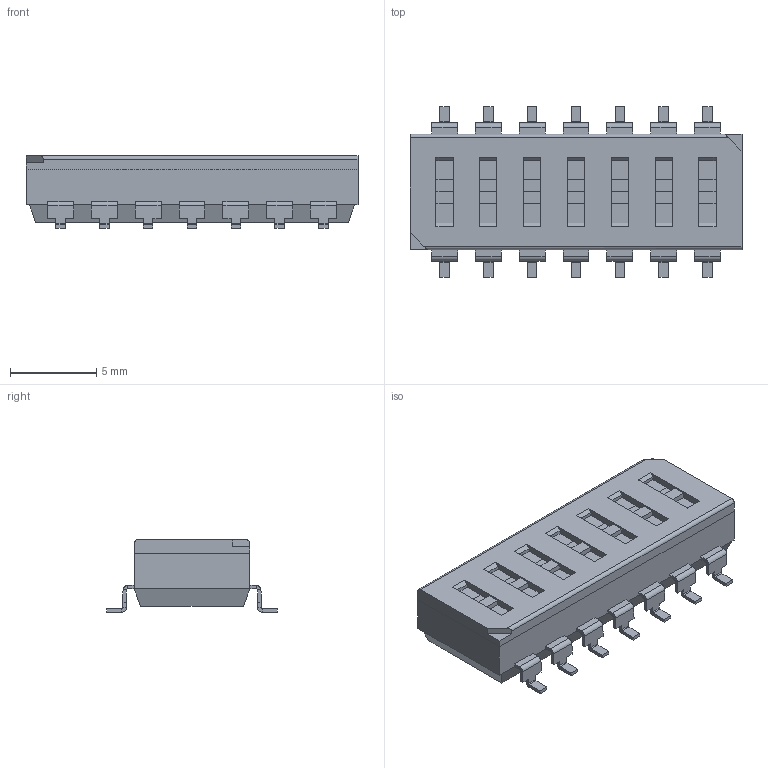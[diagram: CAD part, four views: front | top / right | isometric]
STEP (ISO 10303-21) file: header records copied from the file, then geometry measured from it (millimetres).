
FILE_DESCRIPTION(('FreeCAD Model'),'2;1');
FILE_NAME('Open CASCADE Shape Model','2025-07-04T17:44:36',( 'kicad StepUp'),('ksu MCAD'),'Open CASCADE STEP processor 7.8', 'FreeCAD','Unknown');
FILE_SCHEMA(('AUTOMOTIVE_DESIGN { 1 0 10303 214 1 1 1 1 }'));
Length unit declared in the file: millimetre
Products named in the file (24): 219-7LPSTR; 219-7LPSTR_000; 219-7LPSTR_001; 219-7LPSTR_002; 219-7LPSTR_003; 219-7LPSTR_004; 219-7LPSTR_005; 219-7LPSTR_006; 219-7LPSTR_007; 219-7LPSTR_008; 219-7LPSTR_009; 219-7LPSTR_010; 219-7LPSTR_011; 219-7LPSTR_012; 219-7LPSTR_013; 219-7LPSTR_014; 219-7LPSTR_015; 219-7LPSTR_016; 219-7LPSTR_017; 219-7LPSTR_018; 219-7LPSTR_019; 219-7LPSTR_020; 219-7LPSTR_021; 219-7LPSTR_022
Assembly tree (23 placements, depth 2):
  219-7LPSTR
    219-7LPSTR_000
    219-7LPSTR_001
    219-7LPSTR_002
    219-7LPSTR_003
    219-7LPSTR_004
    219-7LPSTR_005
    219-7LPSTR_006
    219-7LPSTR_007
    219-7LPSTR_008
    219-7LPSTR_009
    219-7LPSTR_010
    219-7LPSTR_011
    219-7LPSTR_012
    219-7LPSTR_013
    219-7LPSTR_014
    219-7LPSTR_015
    219-7LPSTR_016
    219-7LPSTR_017
    219-7LPSTR_018
    219-7LPSTR_019
    219-7LPSTR_020
    219-7LPSTR_021
    219-7LPSTR_022
Bounding box: 19.25 x 9.91 x 4.2 mm (x, y, z)
Volume: 483.1 mm3; surface area: 858.1 mm2
Topology: 23 solids, 23 shells, 514 faces, 1176 edges, 708 vertices
Faces by surface type: plane 456, cylinder 58
Entity records: 14612 total; most frequent: CARTESIAN_POINT 2428, DIRECTION 2364, ORIENTED_EDGE 2352, EDGE_CURVE 1176, LINE 1060, VECTOR 1060, VERTEX_POINT 708, AXIS2_PLACEMENT_3D 652
